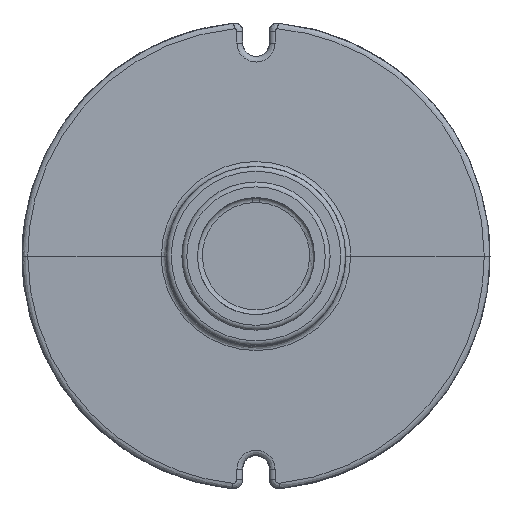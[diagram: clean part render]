
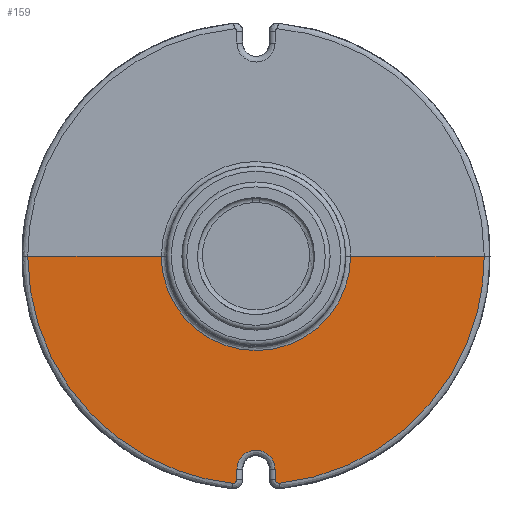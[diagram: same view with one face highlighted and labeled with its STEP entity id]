
A CAD part, front view. The second image highlights one B-rep face of the part: STEP entity #159.
In plain terms, the highlighted planar face has unit normal (0, -1, -0.018).
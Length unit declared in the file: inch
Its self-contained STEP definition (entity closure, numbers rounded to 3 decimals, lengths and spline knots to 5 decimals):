
#83=PLANE('',#1069);
#159=ADVANCED_FACE('',(#241),#83,.T.);
#241=FACE_OUTER_BOUND('',#320,.T.);
#320=EDGE_LOOP('',(#537,#538,#539,#540,#541,#542,#543,#544,#545,#546));
#391=ELLIPSE('',#1063,0.60634,0.60625);
#392=ELLIPSE('',#1064,1.46332,1.4631);
#393=ELLIPSE('',#1065,0.0256,0.0256);
#394=ELLIPSE('',#1066,0.12192,0.1219);
#395=ELLIPSE('',#1067,0.0256,0.0256);
#396=ELLIPSE('',#1068,1.46332,1.4631);
#537=ORIENTED_EDGE('',*,*,#859,.F.);
#538=ORIENTED_EDGE('',*,*,#872,.T.);
#539=ORIENTED_EDGE('',*,*,#857,.F.);
#540=ORIENTED_EDGE('',*,*,#873,.T.);
#541=ORIENTED_EDGE('',*,*,#874,.T.);
#542=ORIENTED_EDGE('',*,*,#875,.T.);
#543=ORIENTED_EDGE('',*,*,#876,.T.);
#544=ORIENTED_EDGE('',*,*,#877,.T.);
#545=ORIENTED_EDGE('',*,*,#878,.T.);
#546=ORIENTED_EDGE('',*,*,#879,.T.);
#772=VERTEX_POINT('',#1741);
#773=VERTEX_POINT('',#1742);
#774=VERTEX_POINT('',#1744);
#775=VERTEX_POINT('',#1746);
#787=VERTEX_POINT('',#1774);
#788=VERTEX_POINT('',#1776);
#789=VERTEX_POINT('',#1778);
#790=VERTEX_POINT('',#1780);
#791=VERTEX_POINT('',#1782);
#792=VERTEX_POINT('',#1784);
#857=EDGE_CURVE('',#772,#773,#944,.T.);
#859=EDGE_CURVE('',#774,#775,#945,.T.);
#872=EDGE_CURVE('',#774,#773,#391,.T.);
#873=EDGE_CURVE('',#772,#787,#392,.T.);
#874=EDGE_CURVE('',#787,#788,#393,.T.);
#875=EDGE_CURVE('',#788,#789,#950,.T.);
#876=EDGE_CURVE('',#789,#790,#394,.T.);
#877=EDGE_CURVE('',#790,#791,#951,.T.);
#878=EDGE_CURVE('',#791,#792,#395,.T.);
#879=EDGE_CURVE('',#792,#775,#396,.T.);
#944=LINE('',#1740,#974);
#945=LINE('',#1745,#975);
#950=LINE('',#1777,#980);
#951=LINE('',#1781,#981);
#974=VECTOR('',#1253,1.);
#975=VECTOR('',#1256,1.);
#980=VECTOR('',#1287,1.);
#981=VECTOR('',#1290,1.);
#1063=AXIS2_PLACEMENT_3D('',#1772,#1281,#1282);
#1064=AXIS2_PLACEMENT_3D('',#1773,#1283,#1284);
#1065=AXIS2_PLACEMENT_3D('',#1775,#1285,#1286);
#1066=AXIS2_PLACEMENT_3D('',#1779,#1288,#1289);
#1067=AXIS2_PLACEMENT_3D('',#1783,#1291,#1292);
#1068=AXIS2_PLACEMENT_3D('',#1785,#1293,#1294);
#1069=AXIS2_PLACEMENT_3D('',#1786,#1295,#1296);
#1253=DIRECTION('',(1.,0.,0.));
#1256=DIRECTION('',(1.,0.,0.));
#1281=DIRECTION('',(0.,1.,0.017));
#1282=DIRECTION('',(0.,0.017,-1.));
#1283=DIRECTION('',(0.,-1.,-0.017));
#1284=DIRECTION('',(0.,0.017,-1.));
#1285=DIRECTION('',(0.,-1.,-0.017));
#1286=DIRECTION('',(0.,0.017,-1.));
#1287=DIRECTION('',(0.,-0.017,1.));
#1288=DIRECTION('',(0.,1.,0.017));
#1289=DIRECTION('',(0.,-0.017,1.));
#1290=DIRECTION('',(0.,0.017,-1.));
#1291=DIRECTION('',(0.,-1.,-0.017));
#1292=DIRECTION('',(0.,0.017,-1.));
#1293=DIRECTION('',(0.,-1.,-0.017));
#1294=DIRECTION('',(0.,0.017,-1.));
#1295=DIRECTION('',(0.,-1.,-0.017));
#1296=DIRECTION('',(0.,0.017,-1.));
#1740=CARTESIAN_POINT('',(0.,0.5,0.));
#1741=CARTESIAN_POINT('',(-1.4631,0.5,0.));
#1742=CARTESIAN_POINT('',(-0.60625,0.5,0.));
#1744=CARTESIAN_POINT('',(0.60625,0.5,0.));
#1745=CARTESIAN_POINT('',(0.,0.5,0.));
#1746=CARTESIAN_POINT('',(1.4631,0.5,0.));
#1772=CARTESIAN_POINT('',(0.,0.49999,0.00055));
#1773=CARTESIAN_POINT('',(0.,0.50001,-0.00064));
#1774=CARTESIAN_POINT('',(-0.15013,0.52541,-1.45602));
#1775=CARTESIAN_POINT('',(-0.1475,0.52497,-1.43056));
#1776=CARTESIAN_POINT('',(-0.1219,0.52497,-1.43056));
#1777=CARTESIAN_POINT('',(-0.1219,0.52383,-1.365));
#1778=CARTESIAN_POINT('',(-0.1219,0.52384,-1.36564));
#1779=CARTESIAN_POINT('',(0.,0.52384,-1.36564));
#1780=CARTESIAN_POINT('',(0.1219,0.52384,-1.36564));
#1781=CARTESIAN_POINT('',(0.1219,0.52496,-1.42991));
#1782=CARTESIAN_POINT('',(0.1219,0.52497,-1.43056));
#1783=CARTESIAN_POINT('',(0.1475,0.52497,-1.43056));
#1784=CARTESIAN_POINT('',(0.15013,0.52541,-1.45602));
#1785=CARTESIAN_POINT('',(0.,0.50001,-0.00064));
#1786=CARTESIAN_POINT('',(0.,0.5,0.));
